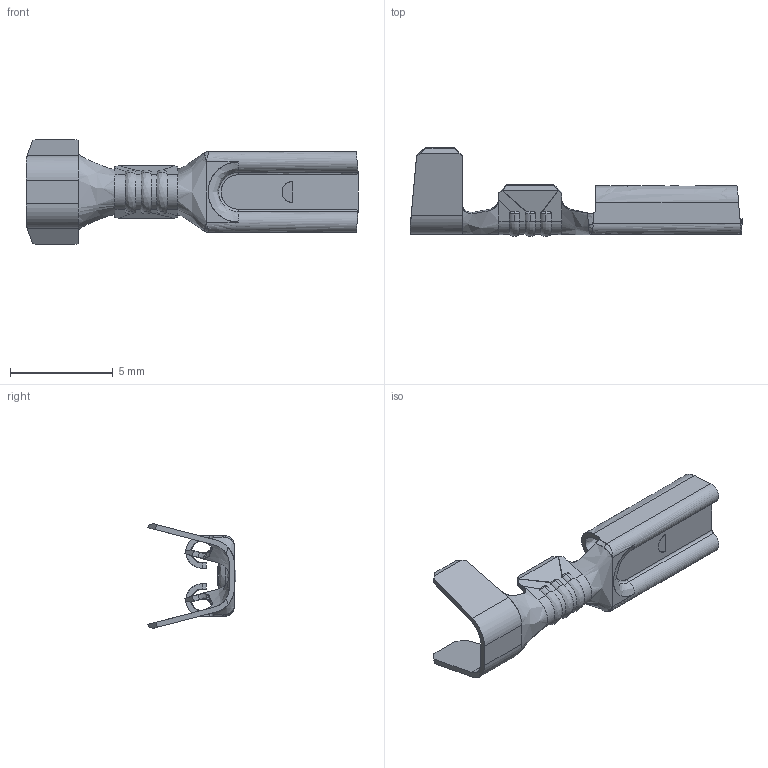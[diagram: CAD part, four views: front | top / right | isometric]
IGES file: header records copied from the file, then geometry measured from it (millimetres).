
Start section: SolidWorks IGES file using analytic representation for surfaces
Global section: file name: 07269.IGS; native system: SolidWorks 2017; preprocessor: SolidWorks 2017; author: sjohnson; date: 180713.150301; units: inch
Bounding box: 16.13 x 4.31 x 5.08 mm (x, y, z)
Surface area: 289 mm2 (no closed solid volume)
Topology: 0 solids, 0 shells, 182 faces, 1362 edges, 1358 vertices
Faces by surface type: bspline 132, revolution 50
